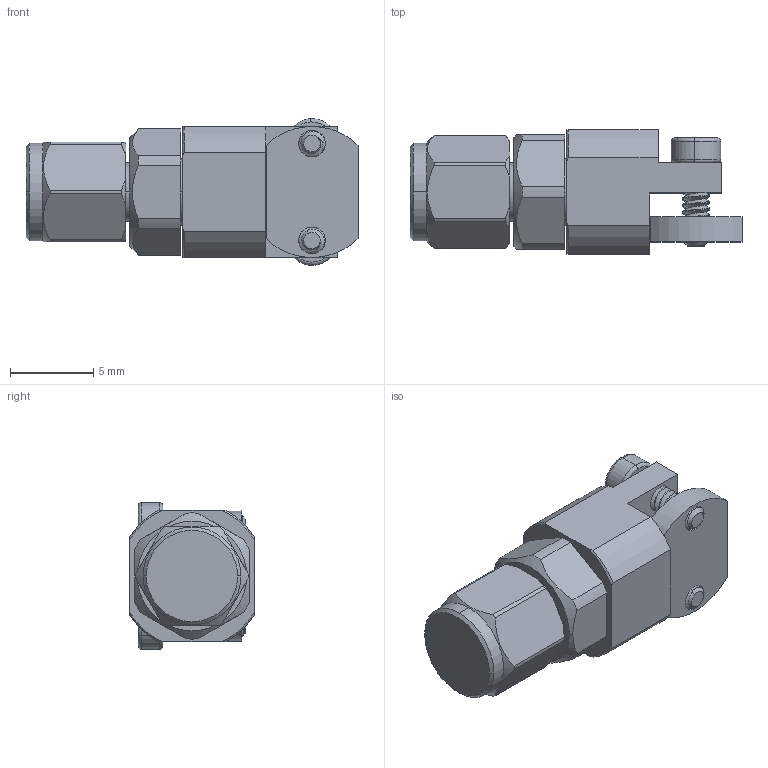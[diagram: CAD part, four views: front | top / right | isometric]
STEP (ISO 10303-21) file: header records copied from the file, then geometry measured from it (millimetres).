
FILE_DESCRIPTION (( 'STEP AP214' ), '1' );
FILE_NAME ('FMCN5373_3D.step', '2025-04-16T18:23:19', ( '' ), ( '' ), 'SwSTEP 2.0', 'SolidWorks 2022', '' );
FILE_SCHEMA (( 'AUTOMOTIVE_DESIGN' ));
Length unit declared in the file: inch
Products named in the file (4): FMCN5373_3D; NE00MS001_2; Bolt_M1.6-5mm_2; Bottom_2
Assembly tree (4 placements, depth 2):
  FMCN5373_3D
    NE00MS001_2
    Bolt_M1.6-5mm_2  x2
    Bottom_2
Bounding box: 20 x 7.5 x 8.84 mm (x, y, z)
Volume: 706 mm3; surface area: 880.2 mm2
Topology: 4 solids, 4 shells, 208 faces, 528 edges, 342 vertices
Faces by surface type: cylinder 106, plane 64, cone 24, bspline 14
Entity records: 5919 total; most frequent: CARTESIAN_POINT 2176, ORIENTED_EDGE 784, DIRECTION 716, EDGE_CURVE 392, AXIS2_PLACEMENT_3D 270, VERTEX_POINT 256, VECTOR 176, LINE 176
